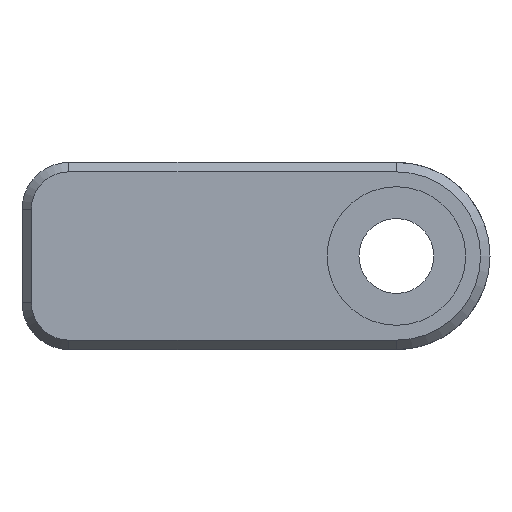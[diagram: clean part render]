
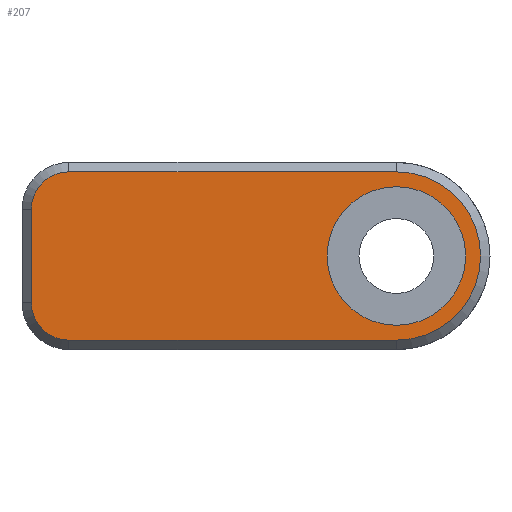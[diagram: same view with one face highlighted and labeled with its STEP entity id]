
A CAD part, front view. The second image highlights one B-rep face of the part: STEP entity #207.
In plain terms, the highlighted planar face has unit normal (0, -1, 0).
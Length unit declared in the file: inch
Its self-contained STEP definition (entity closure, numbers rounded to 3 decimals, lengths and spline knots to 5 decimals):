
#103=FACE_BOUND('',#265,.T.);
#104=FACE_BOUND('',#266,.T.);
#114=PLANE('',#576);
#153=LINE('',#860,#181);
#154=LINE('',#865,#182);
#155=LINE('',#869,#183);
#181=VECTOR('',#673,1.);
#182=VECTOR('',#676,1.);
#183=VECTOR('',#679,1.);
#207=ADVANCED_FACE('',(#103,#104),#114,.F.);
#265=EDGE_LOOP('',(#337));
#266=EDGE_LOOP('',(#338,#339,#340,#341,#342,#343));
#337=ORIENTED_EDGE('',*,*,#487,.T.);
#338=ORIENTED_EDGE('',*,*,#488,.T.);
#339=ORIENTED_EDGE('',*,*,#489,.T.);
#340=ORIENTED_EDGE('',*,*,#490,.T.);
#341=ORIENTED_EDGE('',*,*,#491,.T.);
#342=ORIENTED_EDGE('',*,*,#492,.T.);
#343=ORIENTED_EDGE('',*,*,#493,.T.);
#439=VERTEX_POINT('',#859);
#440=VERTEX_POINT('',#861);
#441=VERTEX_POINT('',#862);
#442=VERTEX_POINT('',#864);
#443=VERTEX_POINT('',#866);
#444=VERTEX_POINT('',#868);
#445=VERTEX_POINT('',#870);
#487=EDGE_CURVE('',#439,#439,#531,.T.);
#488=EDGE_CURVE('',#440,#441,#153,.T.);
#489=EDGE_CURVE('',#441,#442,#532,.T.);
#490=EDGE_CURVE('',#442,#443,#154,.T.);
#491=EDGE_CURVE('',#443,#444,#533,.T.);
#492=EDGE_CURVE('',#444,#445,#155,.T.);
#493=EDGE_CURVE('',#445,#440,#534,.T.);
#531=CIRCLE('',#572,0.185);
#532=CIRCLE('',#573,0.22483);
#533=CIRCLE('',#574,0.09983);
#534=CIRCLE('',#575,0.09983);
#572=AXIS2_PLACEMENT_3D('',#858,#671,#672);
#573=AXIS2_PLACEMENT_3D('',#863,#674,#675);
#574=AXIS2_PLACEMENT_3D('',#867,#677,#678);
#575=AXIS2_PLACEMENT_3D('',#871,#680,#681);
#576=AXIS2_PLACEMENT_3D('',#872,#682,#683);
#671=DIRECTION('',(0.,1.,0.));
#672=DIRECTION('',(-1.,0.,0.));
#673=DIRECTION('',(1.,0.,0.));
#674=DIRECTION('',(0.,-1.,0.));
#675=DIRECTION('',(-1.,0.,0.));
#676=DIRECTION('',(-1.,0.,0.));
#677=DIRECTION('',(0.,-1.,0.));
#678=DIRECTION('',(-1.,0.,0.));
#679=DIRECTION('',(0.,0.,-1.));
#680=DIRECTION('',(0.,-1.,0.));
#681=DIRECTION('',(-1.,0.,0.));
#682=DIRECTION('',(0.,1.,0.));
#683=DIRECTION('',(-1.,0.,0.));
#858=CARTESIAN_POINT('',(20.55,-0.63,34.));
#859=CARTESIAN_POINT('',(20.365,-0.63,34.));
#860=CARTESIAN_POINT('',(20.55,-0.63,33.77517));
#861=CARTESIAN_POINT('',(19.675,-0.63,33.77517));
#862=CARTESIAN_POINT('',(20.55,-0.63,33.77517));
#863=CARTESIAN_POINT('',(20.55,-0.63,34.));
#864=CARTESIAN_POINT('',(20.55,-0.63,34.22483));
#865=CARTESIAN_POINT('',(20.8,-0.63,34.22483));
#866=CARTESIAN_POINT('',(19.675,-0.63,34.22483));
#867=CARTESIAN_POINT('',(19.675,-0.63,34.125));
#868=CARTESIAN_POINT('',(19.57517,-0.63,34.125));
#869=CARTESIAN_POINT('',(19.57517,-0.63,33.75));
#870=CARTESIAN_POINT('',(19.57517,-0.63,33.875));
#871=CARTESIAN_POINT('',(19.675,-0.63,33.875));
#872=CARTESIAN_POINT('',(20.8,-0.63,33.75));
